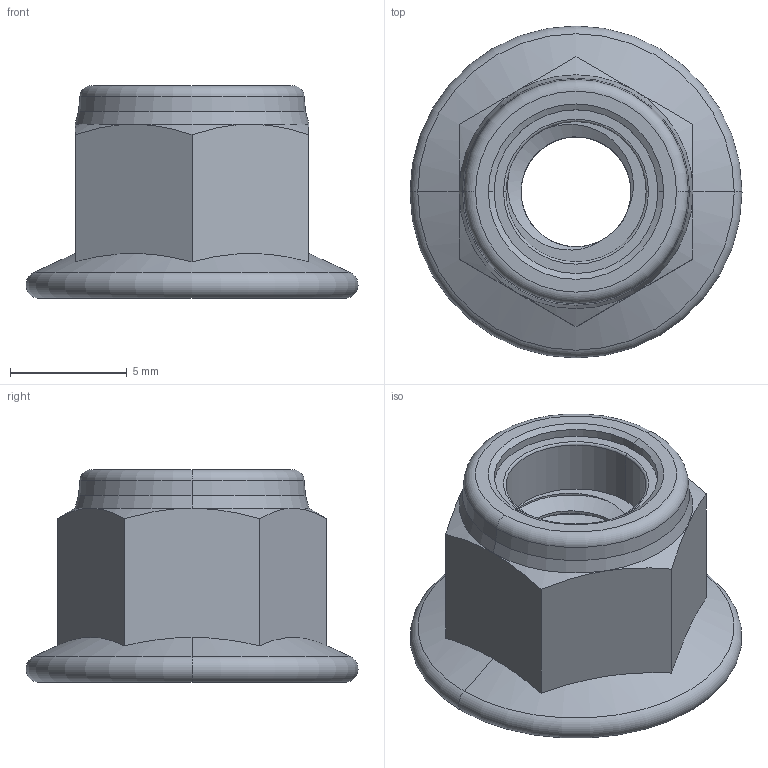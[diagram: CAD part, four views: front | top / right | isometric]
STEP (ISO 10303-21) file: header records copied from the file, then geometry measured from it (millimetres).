
FILE_DESCRIPTION (( 'STEP AP214' ), '1' );
FILE_NAME ('M6x1.0 10.9 Nylon-Insert Flange Locknut_Zinc Plated (00HNT-3407-300-00).STEP', '2024-09-27T14:47:22', ( '' ), ( '' ), 'SwSTEP 2.0', 'SolidWorks 2020', '' );
FILE_SCHEMA (( 'AUTOMOTIVE_DESIGN' ));
Length unit declared in the file: millimetre
Products named in the file (1): M6x1.0 10.9 Nylon-Insert Flange Locknut_Zinc Plated (00HNT-3407-300-00)
Bounding box: 14.2 x 14.2 x 9.1 mm (x, y, z)
Volume: 627.2 mm3; surface area: 948.9 mm2
Topology: 2 solids, 2 shells, 59 faces, 141 edges, 88 vertices
Faces by surface type: cylinder 21, cone 17, plane 12, torus 6, bspline 3
Entity records: 3093 total; most frequent: CARTESIAN_POINT 1790, ORIENTED_EDGE 282, DIRECTION 243, EDGE_CURVE 141, AXIS2_PLACEMENT_3D 103, VERTEX_POINT 88, EDGE_LOOP 65, ADVANCED_FACE 59
